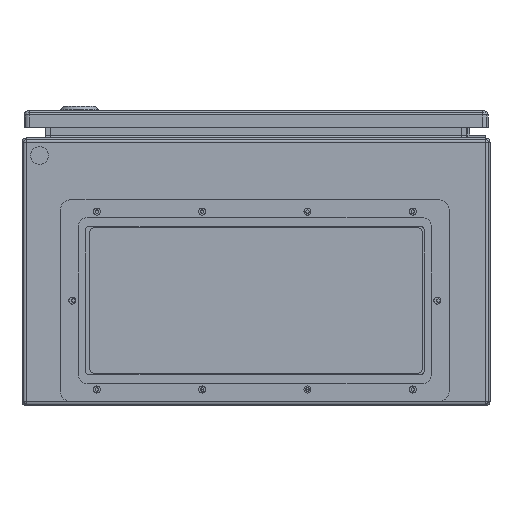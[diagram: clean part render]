
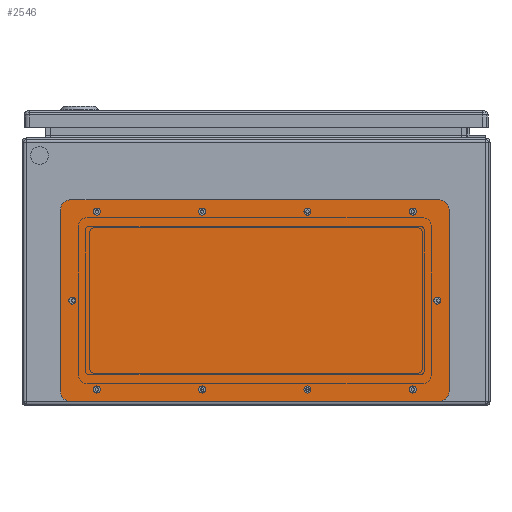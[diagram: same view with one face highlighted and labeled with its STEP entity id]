
A CAD part, front view. The second image highlights one B-rep face of the part: STEP entity #2546.
In plain terms, the highlighted face is planar.
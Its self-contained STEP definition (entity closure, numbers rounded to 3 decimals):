
#1586=FACE_BOUND('',#3956,.T.);
#1587=FACE_BOUND('',#3957,.T.);
#1588=FACE_BOUND('',#3958,.T.);
#1589=FACE_BOUND('',#3959,.T.);
#1590=FACE_BOUND('',#3960,.T.);
#1591=FACE_BOUND('',#3961,.T.);
#1592=FACE_BOUND('',#3962,.T.);
#1593=FACE_BOUND('',#3963,.T.);
#1594=FACE_BOUND('',#3964,.T.);
#1595=FACE_BOUND('',#3965,.T.);
#1596=FACE_BOUND('',#3966,.T.);
#2086=CIRCLE('',#11386,8.);
#2087=CIRCLE('',#11389,8.);
#2088=CIRCLE('',#11392,8.);
#2089=CIRCLE('',#11395,8.);
#2090=CIRCLE('',#11398,3.);
#2091=CIRCLE('',#11399,3.);
#2092=CIRCLE('',#11400,3.);
#2093=CIRCLE('',#11401,3.);
#2094=CIRCLE('',#11402,3.);
#2095=CIRCLE('',#11403,3.);
#2096=CIRCLE('',#11404,3.);
#2097=CIRCLE('',#11405,3.);
#2098=CIRCLE('',#11406,3.);
#2099=CIRCLE('',#11407,3.);
#2546=ADVANCED_FACE('',(#1586,#1587,#1588,#1589,#1590,#1591,#1592,#1593,
#1594,#1595,#1596),#2956,.T.);
#2956=PLANE('',#11408);
#3956=EDGE_LOOP('',(#5331));
#3957=EDGE_LOOP('',(#5332));
#3958=EDGE_LOOP('',(#5333));
#3959=EDGE_LOOP('',(#5334));
#3960=EDGE_LOOP('',(#5335));
#3961=EDGE_LOOP('',(#5336));
#3962=EDGE_LOOP('',(#5337));
#3963=EDGE_LOOP('',(#5338));
#3964=EDGE_LOOP('',(#5339));
#3965=EDGE_LOOP('',(#5340));
#3966=EDGE_LOOP('',(#5341,#5342,#5343,#5344,#5345,#5346,#5347,#5348));
#5331=ORIENTED_EDGE('',*,*,#8447,.F.);
#5332=ORIENTED_EDGE('',*,*,#8448,.F.);
#5333=ORIENTED_EDGE('',*,*,#8449,.F.);
#5334=ORIENTED_EDGE('',*,*,#8450,.F.);
#5335=ORIENTED_EDGE('',*,*,#8451,.F.);
#5336=ORIENTED_EDGE('',*,*,#8452,.F.);
#5337=ORIENTED_EDGE('',*,*,#8453,.F.);
#5338=ORIENTED_EDGE('',*,*,#8454,.F.);
#5339=ORIENTED_EDGE('',*,*,#8455,.F.);
#5340=ORIENTED_EDGE('',*,*,#8456,.F.);
#5341=ORIENTED_EDGE('',*,*,#8432,.T.);
#5342=ORIENTED_EDGE('',*,*,#8435,.T.);
#5343=ORIENTED_EDGE('',*,*,#8437,.T.);
#5344=ORIENTED_EDGE('',*,*,#8439,.T.);
#5345=ORIENTED_EDGE('',*,*,#8441,.T.);
#5346=ORIENTED_EDGE('',*,*,#8443,.T.);
#5347=ORIENTED_EDGE('',*,*,#8445,.T.);
#5348=ORIENTED_EDGE('',*,*,#8446,.T.);
#7377=VERTEX_POINT('',#16044);
#7378=VERTEX_POINT('',#16046);
#7379=VERTEX_POINT('',#16050);
#7380=VERTEX_POINT('',#16054);
#7381=VERTEX_POINT('',#16058);
#7382=VERTEX_POINT('',#16062);
#7383=VERTEX_POINT('',#16066);
#7384=VERTEX_POINT('',#16070);
#7385=VERTEX_POINT('',#16076);
#7386=VERTEX_POINT('',#16078);
#7387=VERTEX_POINT('',#16080);
#7388=VERTEX_POINT('',#16082);
#7389=VERTEX_POINT('',#16084);
#7390=VERTEX_POINT('',#16086);
#7391=VERTEX_POINT('',#16088);
#7392=VERTEX_POINT('',#16090);
#7393=VERTEX_POINT('',#16092);
#7394=VERTEX_POINT('',#16094);
#8432=EDGE_CURVE('',#7378,#7377,#2086,.T.);
#8435=EDGE_CURVE('',#7377,#7379,#9544,.T.);
#8437=EDGE_CURVE('',#7379,#7380,#2087,.T.);
#8439=EDGE_CURVE('',#7380,#7381,#9547,.T.);
#8441=EDGE_CURVE('',#7381,#7382,#2088,.T.);
#8443=EDGE_CURVE('',#7382,#7383,#9550,.T.);
#8445=EDGE_CURVE('',#7383,#7384,#2089,.T.);
#8446=EDGE_CURVE('',#7384,#7378,#9552,.T.);
#8447=EDGE_CURVE('',#7385,#7385,#2090,.T.);
#8448=EDGE_CURVE('',#7386,#7386,#2091,.T.);
#8449=EDGE_CURVE('',#7387,#7387,#2092,.T.);
#8450=EDGE_CURVE('',#7388,#7388,#2093,.T.);
#8451=EDGE_CURVE('',#7389,#7389,#2094,.T.);
#8452=EDGE_CURVE('',#7390,#7390,#2095,.T.);
#8453=EDGE_CURVE('',#7391,#7391,#2096,.T.);
#8454=EDGE_CURVE('',#7392,#7392,#2097,.T.);
#8455=EDGE_CURVE('',#7393,#7393,#2098,.T.);
#8456=EDGE_CURVE('',#7394,#7394,#2099,.T.);
#9544=LINE('',#16051,#10367);
#9547=LINE('',#16059,#10370);
#9550=LINE('',#16067,#10373);
#9552=LINE('',#16073,#10375);
#10367=VECTOR('',#13125,1.);
#10370=VECTOR('',#13134,1.);
#10373=VECTOR('',#13143,1.);
#10375=VECTOR('',#13151,1.);
#11386=AXIS2_PLACEMENT_3D('',#16045,#13119,#13120);
#11389=AXIS2_PLACEMENT_3D('',#16055,#13129,#13130);
#11392=AXIS2_PLACEMENT_3D('',#16063,#13138,#13139);
#11395=AXIS2_PLACEMENT_3D('',#16071,#13147,#13148);
#11398=AXIS2_PLACEMENT_3D('',#16075,#13154,#13155);
#11399=AXIS2_PLACEMENT_3D('',#16077,#13156,#13157);
#11400=AXIS2_PLACEMENT_3D('',#16079,#13158,#13159);
#11401=AXIS2_PLACEMENT_3D('',#16081,#13160,#13161);
#11402=AXIS2_PLACEMENT_3D('',#16083,#13162,#13163);
#11403=AXIS2_PLACEMENT_3D('',#16085,#13164,#13165);
#11404=AXIS2_PLACEMENT_3D('',#16087,#13166,#13167);
#11405=AXIS2_PLACEMENT_3D('',#16089,#13168,#13169);
#11406=AXIS2_PLACEMENT_3D('',#16091,#13170,#13171);
#11407=AXIS2_PLACEMENT_3D('',#16093,#13172,#13173);
#11408=AXIS2_PLACEMENT_3D('',#16095,#13174,#13175);
#13119=DIRECTION('',(0.,0.,-1.));
#13120=DIRECTION('',(1.,0.,0.));
#13125=DIRECTION('',(1.,0.,0.));
#13129=DIRECTION('',(0.,0.,-1.));
#13130=DIRECTION('',(1.,0.,0.));
#13134=DIRECTION('',(0.,-1.,0.));
#13138=DIRECTION('',(0.,0.,-1.));
#13139=DIRECTION('',(1.,0.,0.));
#13143=DIRECTION('',(-1.,0.,0.));
#13147=DIRECTION('',(0.,0.,-1.));
#13148=DIRECTION('',(1.,0.,0.));
#13151=DIRECTION('',(0.,1.,0.));
#13154=DIRECTION('',(0.,0.,-1.));
#13155=DIRECTION('',(-1.,0.,0.));
#13156=DIRECTION('',(0.,0.,-1.));
#13157=DIRECTION('',(-1.,0.,0.));
#13158=DIRECTION('',(0.,0.,-1.));
#13159=DIRECTION('',(-1.,0.,0.));
#13160=DIRECTION('',(0.,0.,-1.));
#13161=DIRECTION('',(-1.,0.,0.));
#13162=DIRECTION('',(0.,0.,-1.));
#13163=DIRECTION('',(-1.,0.,0.));
#13164=DIRECTION('',(0.,0.,-1.));
#13165=DIRECTION('',(-1.,0.,0.));
#13166=DIRECTION('',(0.,0.,-1.));
#13167=DIRECTION('',(-1.,0.,0.));
#13168=DIRECTION('',(0.,0.,-1.));
#13169=DIRECTION('',(-1.,0.,0.));
#13170=DIRECTION('',(0.,0.,-1.));
#13171=DIRECTION('',(-1.,0.,0.));
#13172=DIRECTION('',(0.,0.,-1.));
#13173=DIRECTION('',(-1.,0.,0.));
#13174=DIRECTION('',(0.,0.,-1.));
#13175=DIRECTION('',(-1.,0.,0.));
#16044=CARTESIAN_POINT('',(-158.,86.,-2.));
#16045=CARTESIAN_POINT('',(-158.,78.,-2.));
#16046=CARTESIAN_POINT('',(-166.,78.,-2.));
#16050=CARTESIAN_POINT('',(158.,86.,-2.));
#16051=CARTESIAN_POINT('',(-158.,86.,-2.));
#16054=CARTESIAN_POINT('',(166.,78.,-2.));
#16055=CARTESIAN_POINT('',(158.,78.,-2.));
#16058=CARTESIAN_POINT('',(166.,-78.,-2.));
#16059=CARTESIAN_POINT('',(166.,78.,-2.));
#16062=CARTESIAN_POINT('',(158.,-86.,-2.));
#16063=CARTESIAN_POINT('',(158.,-78.,-2.));
#16066=CARTESIAN_POINT('',(-158.,-86.,-2.));
#16067=CARTESIAN_POINT('',(158.,-86.,-2.));
#16070=CARTESIAN_POINT('',(-166.,-78.,-2.));
#16071=CARTESIAN_POINT('',(-158.,-78.,-2.));
#16073=CARTESIAN_POINT('',(-166.,-78.,-2.));
#16075=CARTESIAN_POINT('',(135.,-76.,-2.));
#16076=CARTESIAN_POINT('',(132.,-76.,-2.));
#16077=CARTESIAN_POINT('',(135.,76.,-2.));
#16078=CARTESIAN_POINT('',(132.,76.,-2.));
#16079=CARTESIAN_POINT('',(45.,-76.,-2.));
#16080=CARTESIAN_POINT('',(42.,-76.,-2.));
#16081=CARTESIAN_POINT('',(45.,76.,-2.));
#16082=CARTESIAN_POINT('',(42.,76.,-2.));
#16083=CARTESIAN_POINT('',(-45.,-76.,-2.));
#16084=CARTESIAN_POINT('',(-48.,-76.,-2.));
#16085=CARTESIAN_POINT('',(-45.,76.,-2.));
#16086=CARTESIAN_POINT('',(-48.,76.,-2.));
#16087=CARTESIAN_POINT('',(-135.,-76.,-2.));
#16088=CARTESIAN_POINT('',(-138.,-76.,-2.));
#16089=CARTESIAN_POINT('',(-135.,76.,-2.));
#16090=CARTESIAN_POINT('',(-138.,76.,-2.));
#16091=CARTESIAN_POINT('',(156.,0.,-2.));
#16092=CARTESIAN_POINT('',(153.,0.,-2.));
#16093=CARTESIAN_POINT('',(-156.,0.,-2.));
#16094=CARTESIAN_POINT('',(-159.,0.,-2.));
#16095=CARTESIAN_POINT('',(-158.,78.,-2.));
